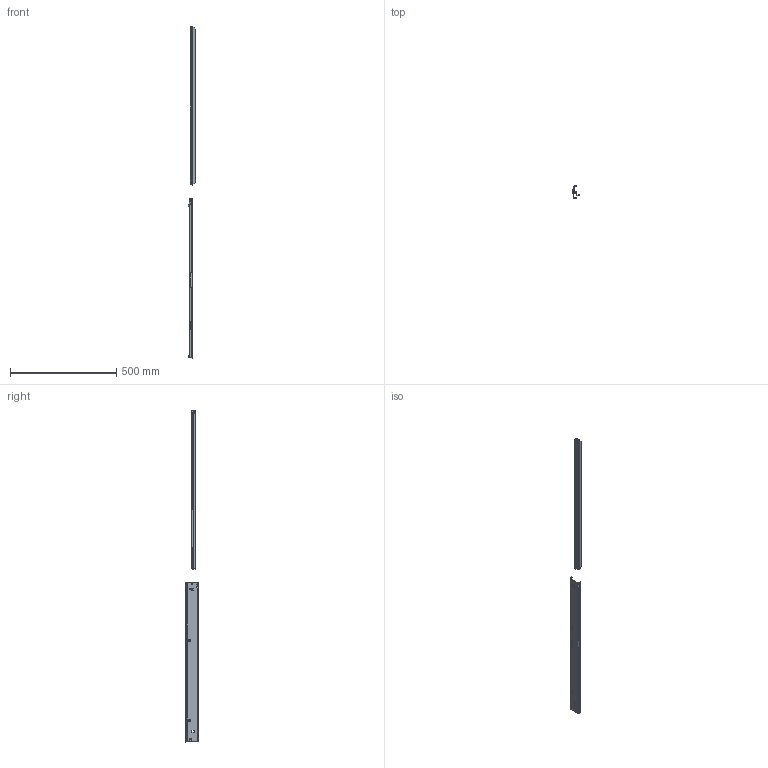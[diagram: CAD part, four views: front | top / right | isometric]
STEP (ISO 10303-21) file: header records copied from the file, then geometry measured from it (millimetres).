
FILE_DESCRIPTION (( 'STEP AP214' ), '1' );
FILE_NAME ('FR_796.750-GA.L525_Ind-0_open.STEP', '2024-01-15T14:59:21', ( '' ), ( '' ), 'SwSTEP 2.0', 'SolidWorks 2023', '' );
FILE_SCHEMA (( 'AUTOMOTIVE_DESIGN' ));
Length unit declared in the file: millimetre
Products named in the file (6): FR_796.750-GA.L525_Ind-0_open; CS# 796.XXX-03.OASB_NL  750; CS# 796.XXX-03.A233_NL  750; CS# 795.XXX-01.A164_NL  750; CS# 795.XXX-01.L525_NL  750; PG-033
Assembly tree (5 placements, depth 3):
  FR_796.750-GA.L525_Ind-0_open
    CS# 795.XXX-01.L525_NL  750
      CS# 795.XXX-01.A164_NL  750
      PG-033
    CS# 796.XXX-03.OASB_NL  750
      CS# 796.XXX-03.A233_NL  750
Bounding box: 35.29 x 62.55 x 1559.99 mm (x, y, z)
Volume: 148571.9 mm3; surface area: 204488.6 mm2
Topology: 3 solids, 3 shells, 827 faces, 2160 edges, 1317 vertices
Faces by surface type: plane 338, cylinder 229, bspline 94, cone 74, torus 72, sphere 20
Entity records: 27455 total; most frequent: CARTESIAN_POINT 7841, ORIENTED_EDGE 4246, DIRECTION 3894, EDGE_CURVE 2123, AXIS2_PLACEMENT_3D 1379, VERTEX_POINT 1317, VECTOR 1136, LINE 1136
